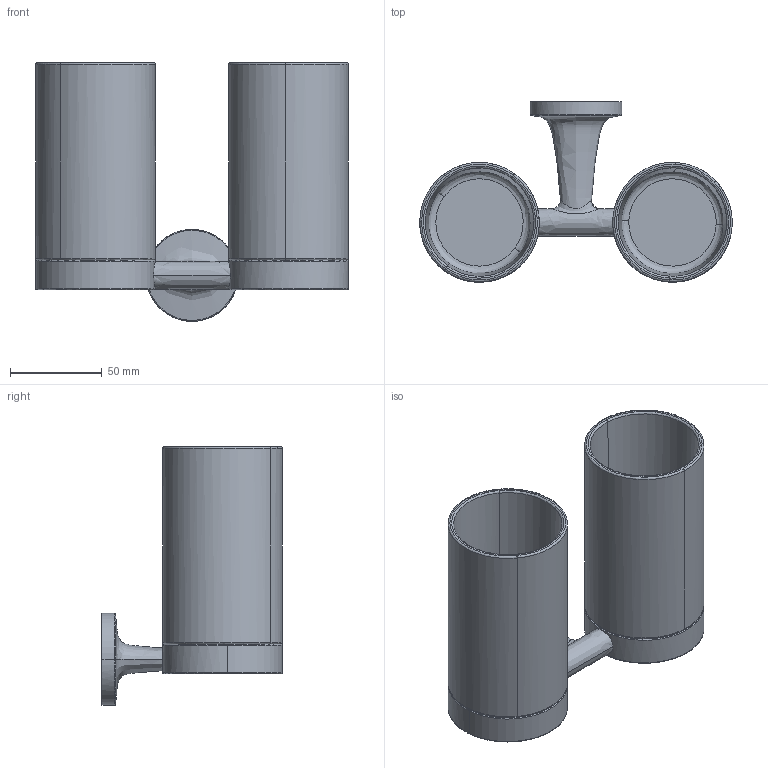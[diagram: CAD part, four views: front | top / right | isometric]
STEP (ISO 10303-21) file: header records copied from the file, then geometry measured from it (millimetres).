
FILE_DESCRIPTION(/* description */ (''),/* implementation_level */ '2;1');
FILE_NAME(/* name */ '009948',/* time_stamp */ '2021-12-14T12:12:55+01:00',/* author */ (''),/* organization */ (''),/* preprocessor_version */ 'ST-DEVELOPER v15',/* originating_system */ '',/* authorisation */ '');
FILE_SCHEMA (('AUTOMOTIVE_DESIGN'));
Length unit declared in the file: millimetre
Products named in the file (1): Document
Bounding box: 170 x 98.15 x 140.69 mm (x, y, z)
Volume: 273712.4 mm3; surface area: 132323.7 mm2
Topology: 4 solids, 5 shells, 187 faces, 441 edges, 256 vertices
Faces by surface type: bspline 152, plane 35
Entity records: 19213 total; most frequent: CARTESIAN_POINT 16752, ORIENTED_EDGE 844, EDGE_CURVE 439, VERTEX_POINT 256, EDGE_LOOP 199, ADVANCED_FACE 187, FACE_OUTER_BOUND 187, B_SPLINE_CURVE_WITH_KNOTS 186
